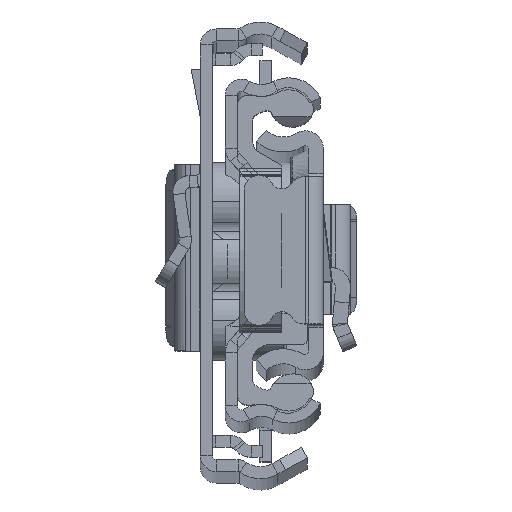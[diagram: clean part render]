
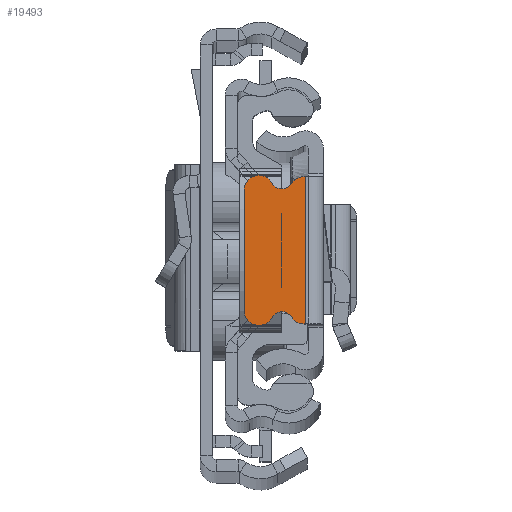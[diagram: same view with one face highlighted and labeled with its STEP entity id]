
A CAD part, top view. The second image highlights one B-rep face of the part: STEP entity #19493.
In plain terms, the highlighted planar face has unit normal (0, 0, 1).
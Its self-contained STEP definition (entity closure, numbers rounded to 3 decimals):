
#79 = CARTESIAN_POINT ( 'NONE',  ( -7.929, -6., 0. ) ) ;
#380 = FACE_OUTER_BOUND ( 'NONE', #4070, .T. ) ;
#1014 = AXIS2_PLACEMENT_3D ( 'NONE', #16300, #20437, #16560 ) ;
#1466 = EDGE_CURVE ( 'NONE', #8843, #11328, #9138, .T. ) ;
#2033 = EDGE_CURVE ( 'NONE', #2943, #19763, #2264, .T. ) ;
#2264 = LINE ( 'NONE', #14442, #13413 ) ;
#2402 = AXIS2_PLACEMENT_3D ( 'NONE', #16702, #16570, #4417 ) ;
#2464 = VERTEX_POINT ( 'NONE', #79 ) ;
#2539 = AXIS2_PLACEMENT_3D ( 'NONE', #19435, #25730, #25326 ) ;
#2943 = VERTEX_POINT ( 'NONE', #24445 ) ;
#3015 = EDGE_CURVE ( 'NONE', #12245, #2464, #14558, .T. ) ;
#3584 = AXIS2_PLACEMENT_3D ( 'NONE', #17496, #13348, #9223 ) ;
#3761 = CARTESIAN_POINT ( 'NONE',  ( -1.75, 7.37, 0. ) ) ;
#4010 = CARTESIAN_POINT ( 'NONE',  ( -1.75, 0., 0. ) ) ;
#4070 = EDGE_LOOP ( 'NONE', ( #6281, #20971, #11872, #21445, #17089, #14262, #25189, #12626, #23746, #8224 ) ) ;
#4081 = AXIS2_PLACEMENT_3D ( 'NONE', #9413, #21816, #15676 ) ;
#4131 = CARTESIAN_POINT ( 'NONE',  ( -7.929, -6., 0. ) ) ;
#4417 = DIRECTION ( 'NONE',  ( -1., 0., 0. ) ) ;
#5996 = CARTESIAN_POINT ( 'NONE',  ( -1.929, -5.87, 0. ) ) ;
#6166 = LINE ( 'NONE', #4010, #8739 ) ;
#6281 = ORIENTED_EDGE ( 'NONE', *, *, #19226, .F. ) ;
#6284 = DIRECTION ( 'NONE',  ( 0., -1., 0. ) ) ;
#6351 = LINE ( 'NONE', #12338, #20200 ) ;
#7587 = CARTESIAN_POINT ( 'NONE',  ( -1.929, 7.37, 0. ) ) ;
#8224 = ORIENTED_EDGE ( 'NONE', *, *, #2033, .F. ) ;
#8739 = VECTOR ( 'NONE', #22716, 1000. ) ;
#8843 = VERTEX_POINT ( 'NONE', #18038 ) ;
#9117 = CARTESIAN_POINT ( 'NONE',  ( -3.206, 6.658, 0. ) ) ;
#9138 = CIRCLE ( 'NONE', #25767, 1.1 ) ;
#9223 = DIRECTION ( 'NONE',  ( 1., 0., 0. ) ) ;
#9413 = CARTESIAN_POINT ( 'NONE',  ( -6.429, 6., 0. ) ) ;
#9593 = DIRECTION ( 'NONE',  ( 0., 0., 1. ) ) ;
#10060 = CIRCLE ( 'NONE', #22860, 1.5 ) ;
#10132 = EDGE_CURVE ( 'NONE', #26170, #16401, #20012, .T. ) ;
#10810 = PLANE ( 'NONE',  #3584 ) ;
#11328 = VERTEX_POINT ( 'NONE', #19577 ) ;
#11872 = ORIENTED_EDGE ( 'NONE', *, *, #21640, .T. ) ;
#12053 = DIRECTION ( 'NONE',  ( -1., 0., 0. ) ) ;
#12162 = CIRCLE ( 'NONE', #4081, 1.5 ) ;
#12245 = VERTEX_POINT ( 'NONE', #24199 ) ;
#12338 = CARTESIAN_POINT ( 'NONE',  ( -1.929, 7.37, 0. ) ) ;
#12626 = ORIENTED_EDGE ( 'NONE', *, *, #1466, .T. ) ;
#13348 = DIRECTION ( 'NONE',  ( 0., 0., 1. ) ) ;
#13413 = VECTOR ( 'NONE', #20703, 1000. ) ;
#13886 = VERTEX_POINT ( 'NONE', #7587 ) ;
#14262 = ORIENTED_EDGE ( 'NONE', *, *, #3015, .T. ) ;
#14265 = CARTESIAN_POINT ( 'NONE',  ( -1.929, -7.37, 0. ) ) ;
#14442 = CARTESIAN_POINT ( 'NONE',  ( -1.929, -7.37, 0. ) ) ;
#14558 = LINE ( 'NONE', #4131, #25341 ) ;
#15676 = DIRECTION ( 'NONE',  ( -1., 0., 0. ) ) ;
#16300 = CARTESIAN_POINT ( 'NONE',  ( -6.429, -6., 0. ) ) ;
#16401 = VERTEX_POINT ( 'NONE', #22963 ) ;
#16560 = DIRECTION ( 'NONE',  ( 1., 0., 0. ) ) ;
#16570 = DIRECTION ( 'NONE',  ( 0., 0., 1. ) ) ;
#16702 = CARTESIAN_POINT ( 'NONE',  ( -1.929, 5.87, 0. ) ) ;
#16714 = EDGE_CURVE ( 'NONE', #11328, #19763, #10060, .T. ) ;
#17089 = ORIENTED_EDGE ( 'NONE', *, *, #17448, .T. ) ;
#17448 = EDGE_CURVE ( 'NONE', #16401, #12245, #12162, .T. ) ;
#17496 = CARTESIAN_POINT ( 'NONE',  ( 644.071, 0., 0. ) ) ;
#18038 = CARTESIAN_POINT ( 'NONE',  ( -5.109, -6.713, 0. ) ) ;
#19226 = EDGE_CURVE ( 'NONE', #23639, #2943, #6166, .T. ) ;
#19239 = EDGE_CURVE ( 'NONE', #2464, #8843, #25812, .T. ) ;
#19435 = CARTESIAN_POINT ( 'NONE',  ( -4.142, 7.236, 0. ) ) ;
#19493 = ADVANCED_FACE ( 'NONE', ( #380 ), #10810, .T. ) ;
#19577 = CARTESIAN_POINT ( 'NONE',  ( -3.206, -6.658, 0. ) ) ;
#19763 = VERTEX_POINT ( 'NONE', #14265 ) ;
#19877 = CIRCLE ( 'NONE', #2402, 1.5 ) ;
#20012 = CIRCLE ( 'NONE', #2539, 1.1 ) ;
#20200 = VECTOR ( 'NONE', #20348, 1000. ) ;
#20348 = DIRECTION ( 'NONE',  ( 1., 0., 0. ) ) ;
#20437 = DIRECTION ( 'NONE',  ( 0., 0., 1. ) ) ;
#20703 = DIRECTION ( 'NONE',  ( -1., 0., 0. ) ) ;
#20971 = ORIENTED_EDGE ( 'NONE', *, *, #24277, .F. ) ;
#21445 = ORIENTED_EDGE ( 'NONE', *, *, #10132, .T. ) ;
#21640 = EDGE_CURVE ( 'NONE', #13886, #26170, #19877, .T. ) ;
#21816 = DIRECTION ( 'NONE',  ( 0., 0., 1. ) ) ;
#22716 = DIRECTION ( 'NONE',  ( 0., -1., 0. ) ) ;
#22860 = AXIS2_PLACEMENT_3D ( 'NONE', #5996, #9593, #26020 ) ;
#22963 = CARTESIAN_POINT ( 'NONE',  ( -5.109, 6.713, 0. ) ) ;
#23639 = VERTEX_POINT ( 'NONE', #3761 ) ;
#23746 = ORIENTED_EDGE ( 'NONE', *, *, #16714, .T. ) ;
#24199 = CARTESIAN_POINT ( 'NONE',  ( -7.929, 6., 0. ) ) ;
#24277 = EDGE_CURVE ( 'NONE', #13886, #23639, #6351, .T. ) ;
#24445 = CARTESIAN_POINT ( 'NONE',  ( -1.75, -7.37, 0. ) ) ;
#24488 = DIRECTION ( 'NONE',  ( 0., 0., -1. ) ) ;
#25189 = ORIENTED_EDGE ( 'NONE', *, *, #19239, .T. ) ;
#25326 = DIRECTION ( 'NONE',  ( 1., 0., 0. ) ) ;
#25341 = VECTOR ( 'NONE', #6284, 1000. ) ;
#25730 = DIRECTION ( 'NONE',  ( 0., 0., -1. ) ) ;
#25767 = AXIS2_PLACEMENT_3D ( 'NONE', #25967, #24488, #12053 ) ;
#25812 = CIRCLE ( 'NONE', #1014, 1.5 ) ;
#25967 = CARTESIAN_POINT ( 'NONE',  ( -4.142, -7.236, 0. ) ) ;
#26020 = DIRECTION ( 'NONE',  ( 1., 0., 0. ) ) ;
#26170 = VERTEX_POINT ( 'NONE', #9117 ) ;
